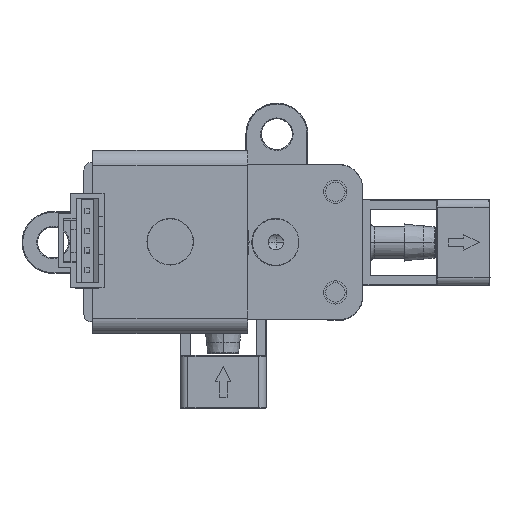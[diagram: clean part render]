
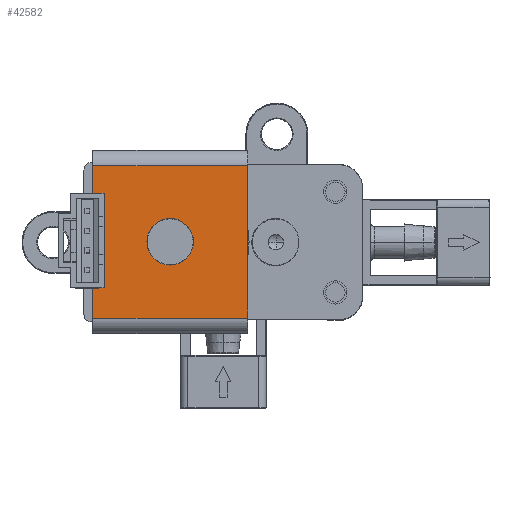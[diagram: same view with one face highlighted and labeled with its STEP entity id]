
A CAD part, top view. The second image highlights one B-rep face of the part: STEP entity #42582.
In plain terms, the highlighted planar face has unit normal (0, 0, 1).
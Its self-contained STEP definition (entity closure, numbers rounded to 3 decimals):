
#41799=DIRECTION('',(-1.,0.,0.));
#41800=VECTOR('',#41799,20.);
#41801=CARTESIAN_POINT('',(10.,21.7,0.));
#41802=LINE('',#41801,#41800);
#41850=DIRECTION('',(0.,-1.,0.));
#41851=VECTOR('',#41850,19.7);
#41852=CARTESIAN_POINT('',(-10.,21.7,0.));
#41853=LINE('',#41852,#41851);
#41887=DIRECTION('',(1.,0.,0.));
#41888=VECTOR('',#41887,20.);
#41889=CARTESIAN_POINT('',(-10.,2.,0.));
#41890=LINE('',#41889,#41888);
#41924=DIRECTION('',(0.,1.,0.));
#41925=VECTOR('',#41924,19.7);
#41926=CARTESIAN_POINT('',(10.,2.,0.));
#41927=LINE('',#41926,#41925);
#41945=CARTESIAN_POINT('',(0.,11.85,0.));
#41946=DIRECTION('',(0.,0.,1.));
#41947=DIRECTION('',(-1.,0.,0.));
#41948=AXIS2_PLACEMENT_3D('',#41945,#41946,#41947);
#41953=CARTESIAN_POINT('',(0.,11.85,0.));
#41954=DIRECTION('',(0.,0.,1.));
#41955=DIRECTION('',(1.,0.,0.));
#41956=AXIS2_PLACEMENT_3D('',#41953,#41954,#41955);
#42323=CARTESIAN_POINT('',(-10.,21.7,0.));
#42325=VERTEX_POINT('',#42323);
#42328=CARTESIAN_POINT('',(10.,21.7,0.));
#42329=VERTEX_POINT('',#42328);
#42334=CARTESIAN_POINT('',(-10.,2.,0.));
#42336=VERTEX_POINT('',#42334);
#42343=CARTESIAN_POINT('',(10.,2.,0.));
#42345=VERTEX_POINT('',#42343);
#42352=CARTESIAN_POINT('',(-3.,11.85,0.));
#42353=CARTESIAN_POINT('',(3.,11.85,0.));
#42354=VERTEX_POINT('',#42352);
#42355=VERTEX_POINT('',#42353);
#42565=CARTESIAN_POINT('',(0.,11.85,0.));
#42566=DIRECTION('',(0.,0.,1.));
#42567=DIRECTION('',(1.,0.,0.));
#42568=AXIS2_PLACEMENT_3D('',#42565,#42566,#42567);
#42569=PLANE('',#42568);
#42570=ORIENTED_EDGE('',*,*,#42509,.F.);
#42571=ORIENTED_EDGE('',*,*,#42465,.F.);
#42572=ORIENTED_EDGE('',*,*,#42421,.F.);
#42573=ORIENTED_EDGE('',*,*,#42549,.F.);
#42574=EDGE_LOOP('',(#42570,#42571,#42572,#42573));
#42575=FACE_OUTER_BOUND('',#42574,.F.);
#42577=ORIENTED_EDGE('',*,*,#42576,.T.);
#42579=ORIENTED_EDGE('',*,*,#42578,.T.);
#42580=EDGE_LOOP('',(#42577,#42579));
#42581=FACE_BOUND('',#42580,.F.);
#42582=ADVANCED_FACE('',(#42575,#42581),#42569,.T.);
#41949=CIRCLE('',#41948,3.);
#41957=CIRCLE('',#41956,3.);
#42421=EDGE_CURVE('',#42329,#42325,#41802,.T.);
#42465=EDGE_CURVE('',#42325,#42336,#41853,.T.);
#42509=EDGE_CURVE('',#42336,#42345,#41890,.T.);
#42549=EDGE_CURVE('',#42345,#42329,#41927,.T.);
#42576=EDGE_CURVE('',#42354,#42355,#41949,.T.);
#42578=EDGE_CURVE('',#42355,#42354,#41957,.T.);
